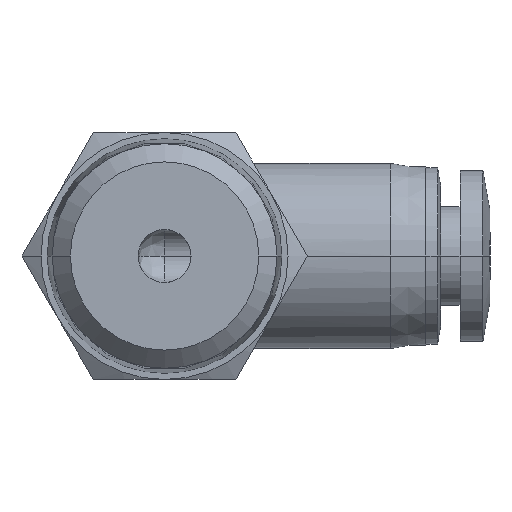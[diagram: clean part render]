
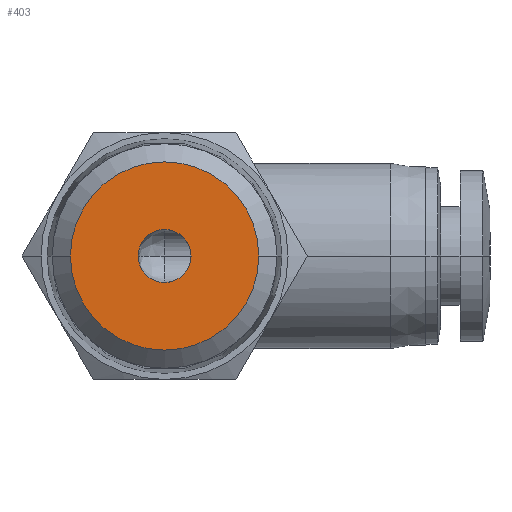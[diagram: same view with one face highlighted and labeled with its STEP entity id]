
A CAD part, front view. The second image highlights one B-rep face of the part: STEP entity #403.
In plain terms, the highlighted planar face has unit normal (0, -1, 0).
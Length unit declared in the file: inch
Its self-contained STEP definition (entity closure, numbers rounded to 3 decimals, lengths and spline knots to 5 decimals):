
#30 = AXIS2_PLACEMENT_3D ( 'NONE', #3360, #3338, #3329 ) ;
#57 = AXIS2_PLACEMENT_3D ( 'NONE', #399, #371, #359 ) ;
#62 = DIRECTION ( 'NONE',  ( -1., 0., 0. ) ) ;
#66 = CARTESIAN_POINT ( 'NONE',  ( 0., -1.02362, 0. ) ) ;
#186 = CARTESIAN_POINT ( 'NONE',  ( 0.05906, -1.02362, 0. ) ) ;
#359 = DIRECTION ( 'NONE',  ( 0., 0., -1. ) ) ;
#371 = DIRECTION ( 'NONE',  ( 0., -1., 0. ) ) ;
#378 = CIRCLE ( 'NONE', #1749, 0.05906 ) ;
#399 = CARTESIAN_POINT ( 'NONE',  ( 0.10507, -1.02362, 0. ) ) ;
#403 = ADVANCED_FACE ( 'NONE', ( #2612, #2583 ), #773, .T. ) ;
#637 = EDGE_CURVE ( 'NONE', #2966, #2238, #2178, .T. ) ;
#689 = EDGE_CURVE ( 'NONE', #2238, #2966, #2019, .T. ) ;
#709 = CARTESIAN_POINT ( 'NONE',  ( -0.05906, -1.02362, 0. ) ) ;
#773 = PLANE ( 'NONE',  #57 ) ;
#1052 = DIRECTION ( 'NONE',  ( -1., 0., 0. ) ) ;
#1103 = CARTESIAN_POINT ( 'NONE',  ( 0., -1.02362, 0. ) ) ;
#1133 = DIRECTION ( 'NONE',  ( 0., 1., 0. ) ) ;
#1166 = ORIENTED_EDGE ( 'NONE', *, *, #689, .F. ) ;
#1502 = CARTESIAN_POINT ( 'NONE',  ( 0., -1.02362, 0. ) ) ;
#1577 = VERTEX_POINT ( 'NONE', #709 ) ;
#1731 = CARTESIAN_POINT ( 'NONE',  ( 0.21014, -1.02362, 0. ) ) ;
#1744 = CIRCLE ( 'NONE', #1804, 0.05906 ) ;
#1749 = AXIS2_PLACEMENT_3D ( 'NONE', #1103, #1133, #1052 ) ;
#1771 = EDGE_CURVE ( 'NONE', #3059, #1577, #378, .T. ) ;
#1772 = DIRECTION ( 'NONE',  ( -1., 0., 0. ) ) ;
#1804 = AXIS2_PLACEMENT_3D ( 'NONE', #1502, #3371, #1772 ) ;
#2019 = CIRCLE ( 'NONE', #30, 0.21014 ) ;
#2029 = ORIENTED_EDGE ( 'NONE', *, *, #1771, .T. ) ;
#2178 = CIRCLE ( 'NONE', #2483, 0.21014 ) ;
#2238 = VERTEX_POINT ( 'NONE', #3387 ) ;
#2483 = AXIS2_PLACEMENT_3D ( 'NONE', #66, #3348, #62 ) ;
#2507 = ORIENTED_EDGE ( 'NONE', *, *, #637, .F. ) ;
#2583 = FACE_OUTER_BOUND ( 'NONE', #2642, .T. ) ;
#2612 = FACE_BOUND ( 'NONE', #2800, .T. ) ;
#2642 = EDGE_LOOP ( 'NONE', ( #1166, #2507 ) ) ;
#2775 = ORIENTED_EDGE ( 'NONE', *, *, #3035, .T. ) ;
#2800 = EDGE_LOOP ( 'NONE', ( #2775, #2029 ) ) ;
#2966 = VERTEX_POINT ( 'NONE', #1731 ) ;
#3035 = EDGE_CURVE ( 'NONE', #1577, #3059, #1744, .T. ) ;
#3059 = VERTEX_POINT ( 'NONE', #186 ) ;
#3329 = DIRECTION ( 'NONE',  ( -1., 0., 0. ) ) ;
#3338 = DIRECTION ( 'NONE',  ( 0., 1., 0. ) ) ;
#3348 = DIRECTION ( 'NONE',  ( 0., 1., 0. ) ) ;
#3360 = CARTESIAN_POINT ( 'NONE',  ( 0., -1.02362, 0. ) ) ;
#3371 = DIRECTION ( 'NONE',  ( 0., 1., 0. ) ) ;
#3387 = CARTESIAN_POINT ( 'NONE',  ( -0.21014, -1.02362, 0. ) ) ;
